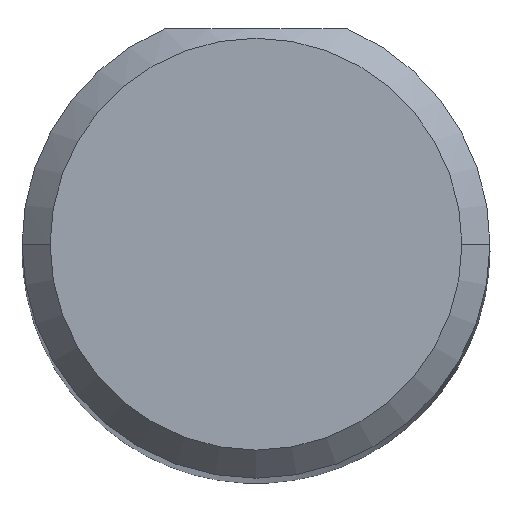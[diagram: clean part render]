
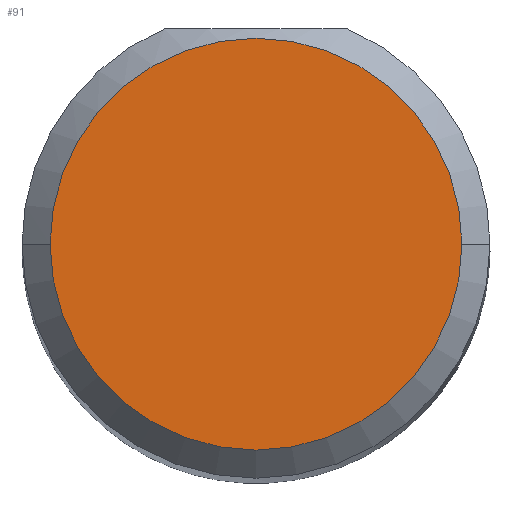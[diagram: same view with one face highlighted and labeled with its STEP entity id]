
A CAD part, top view. The second image highlights one B-rep face of the part: STEP entity #91.
In plain terms, the highlighted planar face has unit normal (0, 0, 1).
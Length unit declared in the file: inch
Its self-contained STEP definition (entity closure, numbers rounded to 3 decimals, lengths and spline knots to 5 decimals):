
#14 = CARTESIAN_POINT ( 'NONE',  ( -0.11, 0., 2.5 ) ) ;
#16 = DIRECTION ( 'NONE',  ( 0., 0., 1. ) ) ;
#28 = VERTEX_POINT ( 'NONE', #174 ) ;
#34 = CIRCLE ( 'NONE', #519, 0.11 ) ;
#35 = EDGE_CURVE ( 'NONE', #492, #28, #224, .T. ) ;
#91 = ADVANCED_FACE ( 'NONE', ( #455 ), #463, .T. ) ;
#120 = CARTESIAN_POINT ( 'NONE',  ( 0., 0., 2.5 ) ) ;
#168 = DIRECTION ( 'NONE',  ( 0., 0., 1. ) ) ;
#174 = CARTESIAN_POINT ( 'NONE',  ( 0.11, 0., 2.5 ) ) ;
#210 = DIRECTION ( 'NONE',  ( 1., 0., 0. ) ) ;
#216 = CARTESIAN_POINT ( 'NONE',  ( 0., 0., 2.5 ) ) ;
#224 = CIRCLE ( 'NONE', #530, 0.11 ) ;
#265 = DIRECTION ( 'NONE',  ( 1., 0., 0. ) ) ;
#296 = EDGE_CURVE ( 'NONE', #28, #492, #34, .T. ) ;
#412 = ORIENTED_EDGE ( 'NONE', *, *, #35, .T. ) ;
#435 = AXIS2_PLACEMENT_3D ( 'NONE', #216, #16, #265 ) ;
#448 = ORIENTED_EDGE ( 'NONE', *, *, #296, .T. ) ;
#455 = FACE_OUTER_BOUND ( 'NONE', #487, .T. ) ;
#463 = PLANE ( 'NONE',  #435 ) ;
#487 = EDGE_LOOP ( 'NONE', ( #412, #448 ) ) ;
#492 = VERTEX_POINT ( 'NONE', #14 ) ;
#500 = CARTESIAN_POINT ( 'NONE',  ( 0., 0., 2.5 ) ) ;
#505 = DIRECTION ( 'NONE',  ( 0., 0., 1. ) ) ;
#519 = AXIS2_PLACEMENT_3D ( 'NONE', #120, #168, #527 ) ;
#527 = DIRECTION ( 'NONE',  ( 1., 0., 0. ) ) ;
#530 = AXIS2_PLACEMENT_3D ( 'NONE', #500, #505, #210 ) ;
